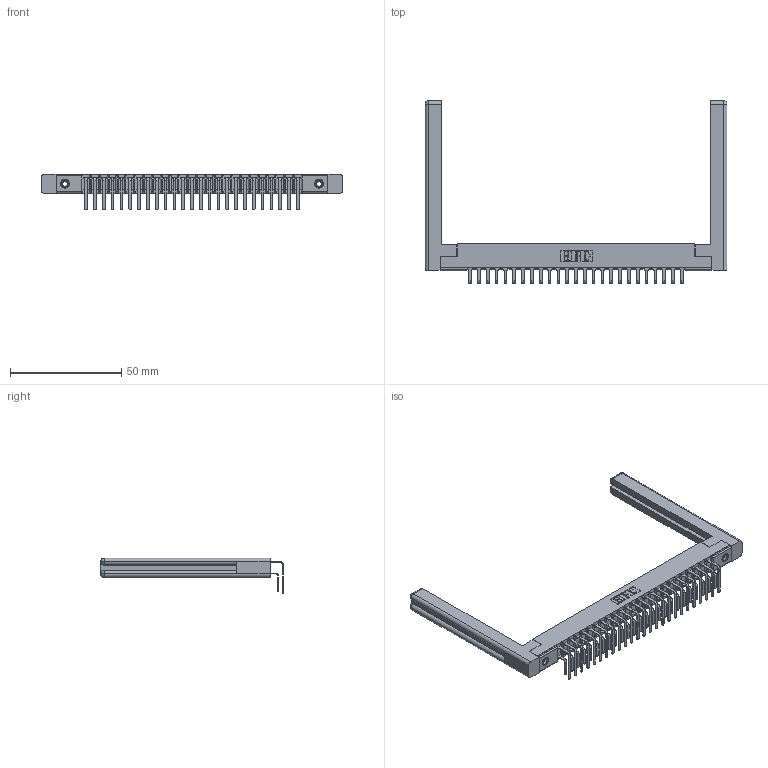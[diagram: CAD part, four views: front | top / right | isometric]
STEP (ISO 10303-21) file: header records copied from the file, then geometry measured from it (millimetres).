
FILE_DESCRIPTION (( 'STEP AP203' ), '1' );
FILE_NAME ('307-025-459-158.STEP', '2020-09-27T13:27:05', ( '' ), ( '' ), 'SwSTEP 2.0', 'SolidWorks 2020', '' );
FILE_SCHEMA (( 'CONFIG_CONTROL_DESIGN' ));
Length unit declared in the file: inch
Products named in the file (6): 307-290-001_559 - 2 (Single); 307-025-459-158; 307 Part_.156 Dia Mounting Holes; 345-250-001_345-250-001-102; 307-220-058; 307-290-001_558 559 - 1 (Single)
Assembly tree (55 placements, depth 2):
  307-025-459-158
    307 Part_.156 Dia Mounting Holes
    307-290-001_558 559 - 1 (Single)  x25
    307-290-001_559 - 2 (Single)  x25
    307-220-058  x2
    345-250-001_345-250-001-102  x2
Bounding box: 135.69 x 82 x 16.08 mm (x, y, z)
Volume: 16783.3 mm3; surface area: 22560.7 mm2
Topology: 55 solids, 55 shells, 2786 faces, 7777 edges, 5034 vertices
Faces by surface type: plane 1804, cylinder 906, sphere 52, torus 12, cone 12
Entity records: 28408 total; most frequent: CARTESIAN_POINT 4674, ORIENTED_EDGE 4572, DIRECTION 4542, EDGE_CURVE 2286, LINE 1742, VECTOR 1742, VERTEX_POINT 1478, AXIS2_PLACEMENT_3D 1400
